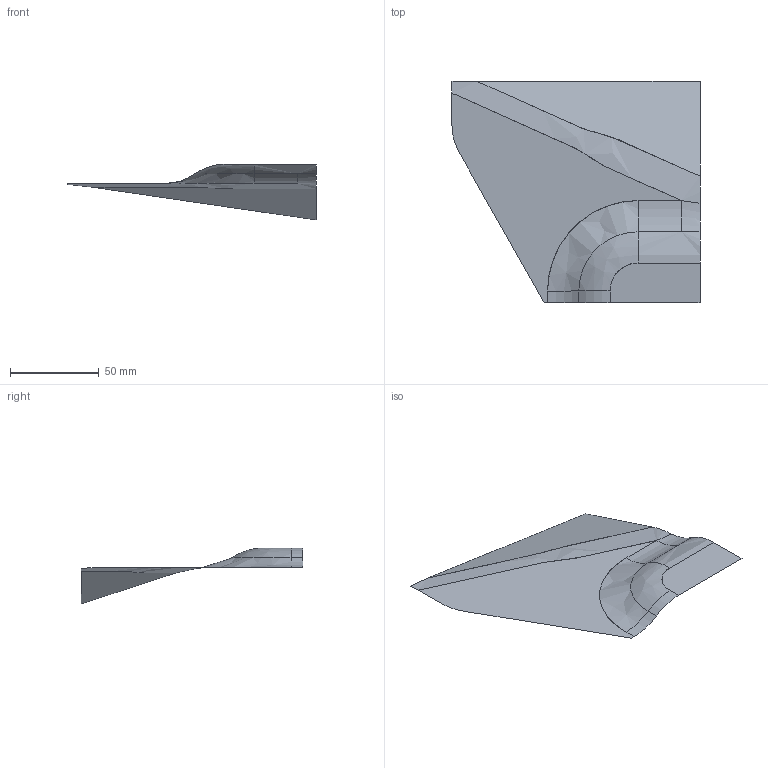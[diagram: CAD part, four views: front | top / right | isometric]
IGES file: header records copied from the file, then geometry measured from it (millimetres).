
Global section: file name: model1.igs; native system: NX V7.5; preprocessor: SIEMENS PLM Software NX 7.5; date: 20120822.120712; units: millimetre
Bounding box: 140.01 x 125 x 31.52 mm (x, y, z)
Surface area: 15567.5 mm2 (no closed solid volume)
Topology: 0 solids, 0 shells, 11 faces, 74 edges, 75 vertices
Faces by surface type: bspline 11
